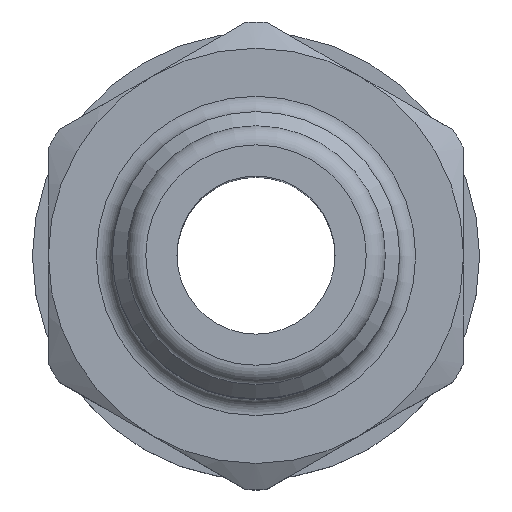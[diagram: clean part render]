
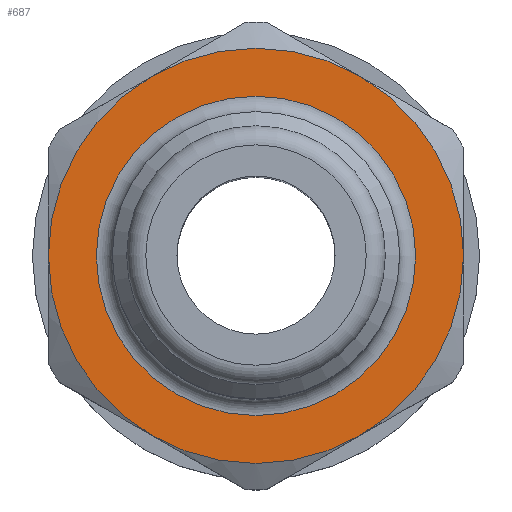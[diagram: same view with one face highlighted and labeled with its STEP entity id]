
A CAD part, top view. The second image highlights one B-rep face of the part: STEP entity #687.
In plain terms, the highlighted planar face has unit normal (0, 0, 1).
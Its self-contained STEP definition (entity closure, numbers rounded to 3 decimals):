
#32=PLANE('',#788);
#108=CIRCLE('',#723,6.5);
#109=CIRCLE('',#725,6.5);
#112=CIRCLE('',#729,6.5);
#113=CIRCLE('',#731,6.5);
#115=CIRCLE('',#734,6.5);
#117=CIRCLE('',#737,6.5);
#143=CIRCLE('',#787,5.);
#253=ORIENTED_EDGE('',*,*,#340,.F.);
#254=ORIENTED_EDGE('',*,*,#334,.F.);
#255=ORIENTED_EDGE('',*,*,#332,.F.);
#256=ORIENTED_EDGE('',*,*,#350,.F.);
#257=ORIENTED_EDGE('',*,*,#346,.F.);
#258=ORIENTED_EDGE('',*,*,#342,.F.);
#259=ORIENTED_EDGE('',*,*,#401,.T.);
#332=EDGE_CURVE('',#418,#416,#108,.T.);
#334=EDGE_CURVE('',#416,#420,#109,.T.);
#340=EDGE_CURVE('',#420,#423,#112,.T.);
#342=EDGE_CURVE('',#423,#426,#113,.T.);
#346=EDGE_CURVE('',#426,#429,#115,.T.);
#350=EDGE_CURVE('',#429,#418,#117,.T.);
#401=EDGE_CURVE('',#463,#463,#143,.T.);
#416=VERTEX_POINT('',#1057);
#418=VERTEX_POINT('',#1064);
#420=VERTEX_POINT('',#1073);
#423=VERTEX_POINT('',#1086);
#426=VERTEX_POINT('',#1101);
#429=VERTEX_POINT('',#1115);
#463=VERTEX_POINT('',#1238);
#531=EDGE_LOOP('',(#253,#254,#255,#256,#257,#258));
#532=EDGE_LOOP('',(#259));
#609=FACE_BOUND('',#531,.T.);
#610=FACE_BOUND('',#532,.T.);
#687=ADVANCED_FACE('',(#609,#610),#32,.F.);
#723=AXIS2_PLACEMENT_3D('',#1065,#828,#829);
#725=AXIS2_PLACEMENT_3D('',#1072,#832,#833);
#729=AXIS2_PLACEMENT_3D('',#1093,#840,#841);
#731=AXIS2_PLACEMENT_3D('',#1100,#844,#845);
#734=AXIS2_PLACEMENT_3D('',#1114,#850,#851);
#737=AXIS2_PLACEMENT_3D('',#1128,#856,#857);
#787=AXIS2_PLACEMENT_3D('',#1237,#980,#981);
#788=AXIS2_PLACEMENT_3D('',#1239,#982,#983);
#828=DIRECTION('',(0.,0.,-1.));
#829=DIRECTION('',(-1.,0.,0.));
#832=DIRECTION('',(0.,0.,-1.));
#833=DIRECTION('',(-1.,0.,0.));
#840=DIRECTION('',(0.,0.,-1.));
#841=DIRECTION('',(-1.,0.,0.));
#844=DIRECTION('',(0.,0.,-1.));
#845=DIRECTION('',(-1.,0.,0.));
#850=DIRECTION('',(0.,0.,-1.));
#851=DIRECTION('',(-1.,0.,0.));
#856=DIRECTION('',(0.,0.,-1.));
#857=DIRECTION('',(-1.,0.,0.));
#980=DIRECTION('',(0.,0.,-1.));
#981=DIRECTION('',(-1.,0.,0.));
#982=DIRECTION('',(0.,0.,-1.));
#983=DIRECTION('',(-1.,0.,0.));
#1057=CARTESIAN_POINT('',(-6.5,0.,10.9));
#1064=CARTESIAN_POINT('',(-3.25,-5.629,10.9));
#1065=CARTESIAN_POINT('',(0.,0.,10.9));
#1072=CARTESIAN_POINT('',(0.,0.,10.9));
#1073=CARTESIAN_POINT('',(-3.25,5.629,10.9));
#1086=CARTESIAN_POINT('',(3.25,5.629,10.9));
#1093=CARTESIAN_POINT('',(0.,0.,10.9));
#1100=CARTESIAN_POINT('',(0.,0.,10.9));
#1101=CARTESIAN_POINT('',(6.5,0.,10.9));
#1114=CARTESIAN_POINT('',(0.,0.,10.9));
#1115=CARTESIAN_POINT('',(3.25,-5.629,10.9));
#1128=CARTESIAN_POINT('',(0.,0.,10.9));
#1237=CARTESIAN_POINT('',(0.,0.,10.9));
#1238=CARTESIAN_POINT('',(-5.,0.,10.9));
#1239=CARTESIAN_POINT('',(0.,5.,10.9));
